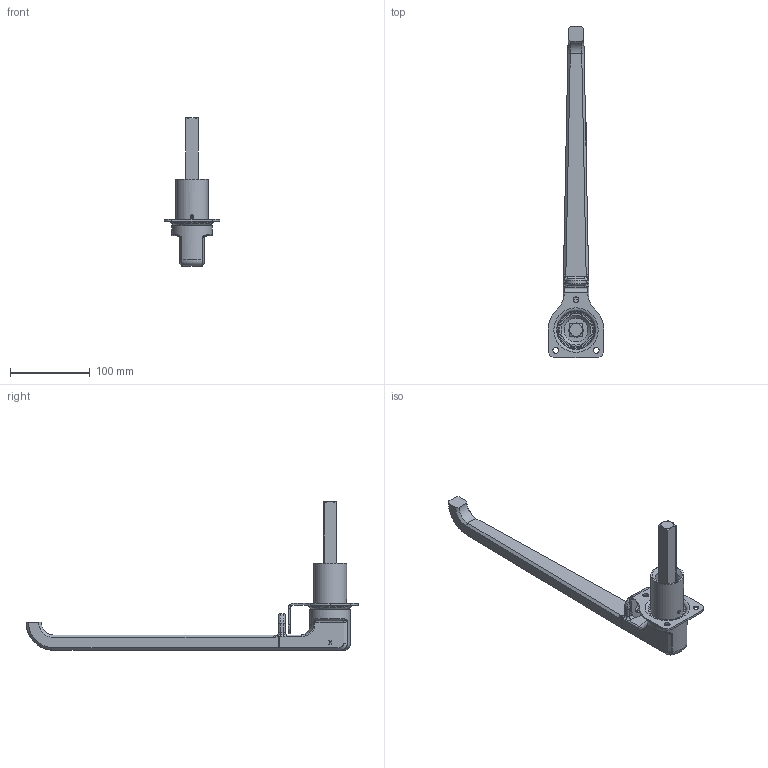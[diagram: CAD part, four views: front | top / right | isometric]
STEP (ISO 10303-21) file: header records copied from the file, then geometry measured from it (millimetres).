
FILE_DESCRIPTION(/* description */ ('ALUMINUM OUTSIDE (PADLOCK TYPE) HANDLE WITH ADJUSTABLE "O" RING '),/* implementation_level */ '2;1');
FILE_NAME(/* name */ 'AS1-2524.stp',/* time_stamp */ '2023-11-22T10:57:59-05:00',/* author */ ('dtinay'),/* organization */ (''),/* preprocessor_version */ 'ST-DEVELOPER v20',/* originating_system */ 'Autodesk Inventor 2024',/* authorisation */ '');
FILE_SCHEMA (('AUTOMOTIVE_DESIGN { 1 0 10303 214 3 1 1 }'));
Length unit declared in the file: inch
Products named in the file (11): AS1-2524; 1-2524-53; 1-2524-4; 2524-9; 7528-15; 2524-11 ASSEMBLED; 2524-11 ASSEM; 5624-8; AL-2524-7; 12X-168; 2524-5
Assembly tree (10 placements, depth 3):
  AS1-2524
    1-2524-53
      1-2524-4
      2524-9
      7528-15
    2524-11 ASSEMBLED
    2524-11 ASSEM
    5624-8
    AL-2524-7
    12X-168
    2524-5
Bounding box: 69.85 x 415.93 x 186.06 mm (x, y, z)
Volume: 344426 mm3; surface area: 87677.7 mm2
Topology: 9 solids, 9 shells, 486 faces, 1235 edges, 797 vertices
Faces by surface type: plane 282, bspline 83, cylinder 79, torus 24, cone 18
Full cylindrical faces by diameter (mm): 4.813 x4, 6.401 x1, 7.144 x3, 7.925 x1, 8.331 x1, 8.763 x1, 9.525 x1, 11.76 x1, 12.7 x2, 15.875 x1, 28.448 x2, 28.892 x1, 29.591 x1, 35.56 x1, 36.373 x1, 41.148 x1, 50.8 x1
Entity records: 16616 total; most frequent: CARTESIAN_POINT 4912, ORIENTED_EDGE 2464, DIRECTION 2097, EDGE_CURVE 1232, LINE 799, VECTOR 799, VERTEX_POINT 797, AXIS2_PLACEMENT_3D 649
